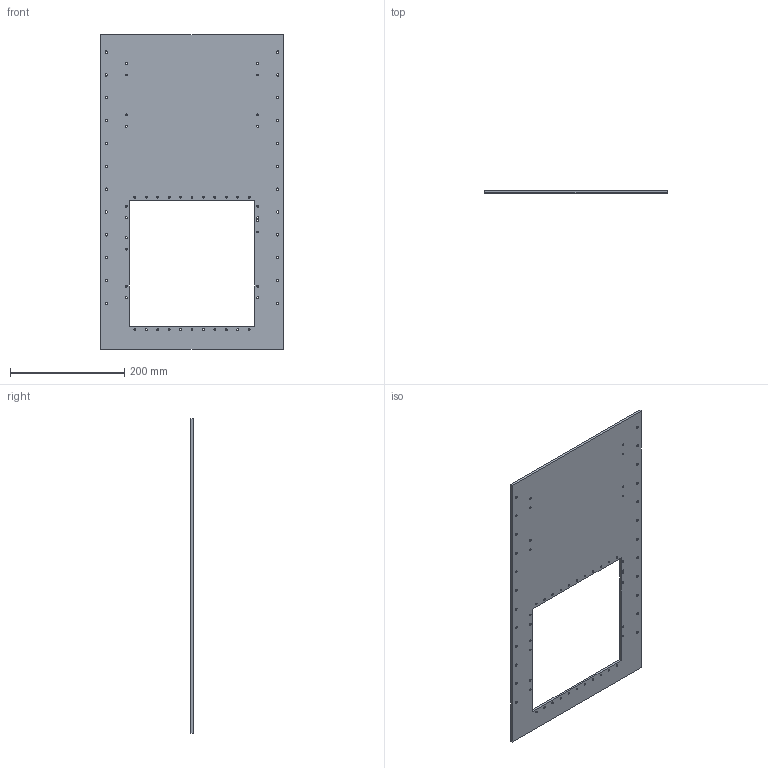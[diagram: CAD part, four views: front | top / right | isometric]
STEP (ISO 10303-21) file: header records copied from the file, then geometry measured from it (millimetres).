
FILE_DESCRIPTION (( 'STEP AP214' ), '1' );
FILE_NAME ('【1】下板.step', '2024-04-30T16:50:14', ( '' ), ( '' ), 'SwSTEP 2.0', 'SolidWorks 2023', '' );
FILE_SCHEMA (( 'AUTOMOTIVE_DESIGN' ));
Length unit declared in the file: millimetre
Products named in the file (1): 【1】下板
Bounding box: 320 x 4 x 550 mm (x, y, z)
Volume: 507718.8 mm3; surface area: 267295 mm2
Topology: 1 solids, 1 shells, 142 faces, 420 edges, 280 vertices
Faces by surface type: cylinder 132, plane 10
Entity records: 5199 total; most frequent: DIRECTION 970, CARTESIAN_POINT 843, ORIENTED_EDGE 840, EDGE_CURVE 420, AXIS2_PLACEMENT_3D 407, VERTEX_POINT 280, EDGE_LOOP 276, CIRCLE 264
